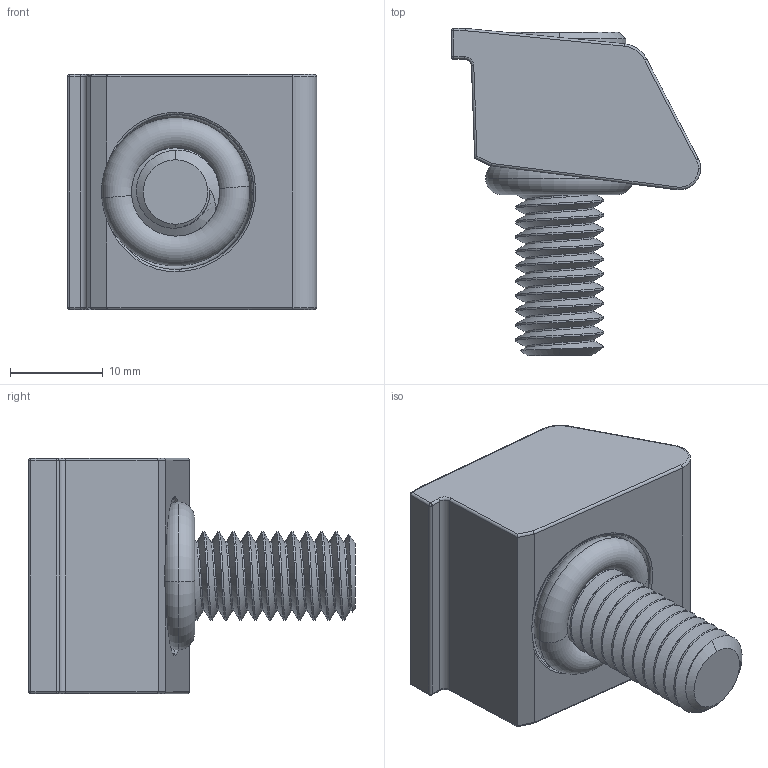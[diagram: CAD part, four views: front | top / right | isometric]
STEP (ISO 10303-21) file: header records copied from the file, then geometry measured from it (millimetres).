
FILE_DESCRIPTION (( 'STEP AP214' ), '1' );
FILE_NAME ('56077.STEP', '2017-10-31T12:24:27', ( 'Mike W' ), ( '' ), 'SwSTEP 2.0', 'SolidWorks 2017', '' );
FILE_SCHEMA (( 'AUTOMOTIVE_DESIGN' ));
Length unit declared in the file: inch
Products named in the file (4): 56077; 260771_260771; M1025MM SHCS_M1025MM SHCS; 204 O-RING_204 O-RING
Assembly tree (3 placements, depth 2):
  56077
    204 O-RING_204 O-RING
    M1025MM SHCS_M1025MM SHCS
    260771_260771
Bounding box: 26.92 x 35.31 x 25.4 mm (x, y, z)
Volume: 8193.7 mm3; surface area: 5479.5 mm2
Topology: 3 solids, 3 shells, 180 faces, 453 edges, 274 vertices
Faces by surface type: cylinder 98, plane 25, bspline 22, torus 16, cone 15, sphere 4
Entity records: 8699 total; most frequent: CARTESIAN_POINT 4804, ORIENTED_EDGE 898, DIRECTION 689, EDGE_CURVE 449, VERTEX_POINT 274, AXIS2_PLACEMENT_3D 270, EDGE_LOOP 183, ADVANCED_FACE 180
